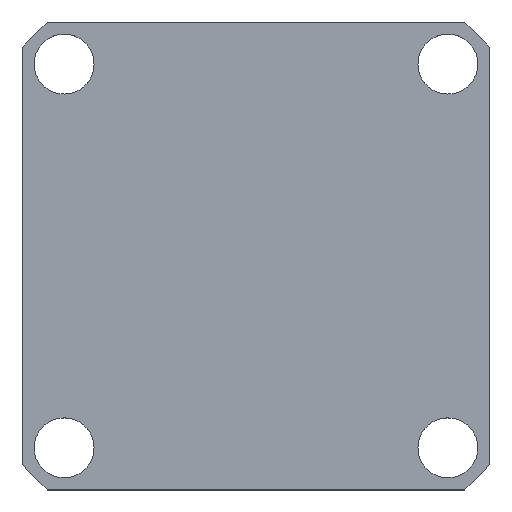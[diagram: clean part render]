
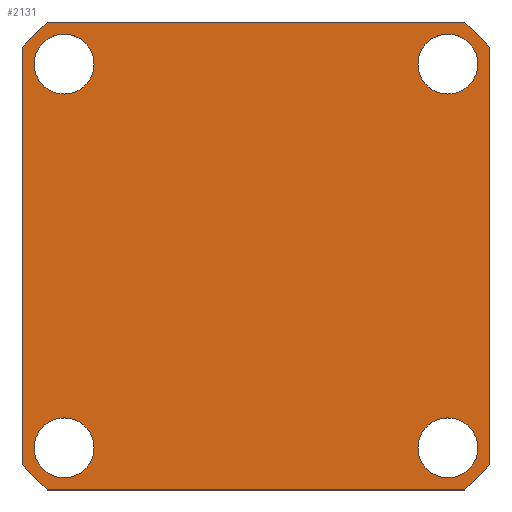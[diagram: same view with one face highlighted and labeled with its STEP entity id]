
A CAD part, top view. The second image highlights one B-rep face of the part: STEP entity #2131.
In plain terms, the highlighted planar face has unit normal (0, 0, 1).
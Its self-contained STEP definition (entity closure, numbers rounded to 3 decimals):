
#815=DIRECTION('',(-1.,0.,0.));
#816=VECTOR('',#815,22.299);
#817=CARTESIAN_POINT('',(11.15,12.5,8.2));
#818=LINE('',#817,#816);
#819=DIRECTION('',(0.,1.,0.));
#820=VECTOR('',#819,22.299);
#821=CARTESIAN_POINT('',(12.5,-11.15,8.2));
#822=LINE('',#821,#820);
#823=DIRECTION('',(1.,0.,0.));
#824=VECTOR('',#823,22.299);
#825=CARTESIAN_POINT('',(-11.15,-12.5,8.2));
#826=LINE('',#825,#824);
#827=DIRECTION('',(0.,-1.,0.));
#828=VECTOR('',#827,22.299);
#829=CARTESIAN_POINT('',(-12.5,11.15,8.2));
#830=LINE('',#829,#828);
#831=CARTESIAN_POINT('',(10.25,10.25,8.2));
#832=DIRECTION('',(0.,0.,1.));
#833=DIRECTION('',(1.,0.,0.));
#834=AXIS2_PLACEMENT_3D('',#831,#832,#833);
#836=CARTESIAN_POINT('',(10.25,10.25,8.2));
#837=DIRECTION('',(0.,0.,1.));
#838=DIRECTION('',(-1.,0.,0.));
#839=AXIS2_PLACEMENT_3D('',#836,#837,#838);
#841=CARTESIAN_POINT('',(-10.25,10.25,8.2));
#842=DIRECTION('',(0.,0.,1.));
#843=DIRECTION('',(1.,0.,0.));
#844=AXIS2_PLACEMENT_3D('',#841,#842,#843);
#846=CARTESIAN_POINT('',(-10.25,10.25,8.2));
#847=DIRECTION('',(0.,0.,1.));
#848=DIRECTION('',(-1.,0.,0.));
#849=AXIS2_PLACEMENT_3D('',#846,#847,#848);
#851=CARTESIAN_POINT('',(10.25,-10.25,8.2));
#852=DIRECTION('',(0.,0.,1.));
#853=DIRECTION('',(1.,0.,0.));
#854=AXIS2_PLACEMENT_3D('',#851,#852,#853);
#856=CARTESIAN_POINT('',(10.25,-10.25,8.2));
#857=DIRECTION('',(0.,0.,1.));
#858=DIRECTION('',(-1.,0.,0.));
#859=AXIS2_PLACEMENT_3D('',#856,#857,#858);
#861=CARTESIAN_POINT('',(-10.25,-10.25,8.2));
#862=DIRECTION('',(0.,0.,1.));
#863=DIRECTION('',(1.,0.,0.));
#864=AXIS2_PLACEMENT_3D('',#861,#862,#863);
#866=CARTESIAN_POINT('',(-10.25,-10.25,8.2));
#867=DIRECTION('',(0.,0.,1.));
#868=DIRECTION('',(-1.,0.,0.));
#869=AXIS2_PLACEMENT_3D('',#866,#867,#868);
#871=CARTESIAN_POINT('',(0.,0.,8.2));
#872=DIRECTION('',(0.,0.,1.));
#873=DIRECTION('',(0.746,0.666,0.));
#874=AXIS2_PLACEMENT_3D('',#871,#872,#873);
#884=CARTESIAN_POINT('',(0.,0.,8.2));
#885=DIRECTION('',(0.,0.,1.));
#886=DIRECTION('',(0.666,-0.746,0.));
#887=AXIS2_PLACEMENT_3D('',#884,#885,#886);
#897=CARTESIAN_POINT('',(0.,0.,8.2));
#898=DIRECTION('',(0.,0.,-1.));
#899=DIRECTION('',(-0.666,-0.746,0.));
#900=AXIS2_PLACEMENT_3D('',#897,#898,#899);
#910=CARTESIAN_POINT('',(0.,0.,8.2));
#911=DIRECTION('',(0.,0.,-1.));
#912=DIRECTION('',(-0.746,0.666,0.));
#913=AXIS2_PLACEMENT_3D('',#910,#911,#912);
#1042=CARTESIAN_POINT('',(11.15,12.5,8.2));
#1043=CARTESIAN_POINT('',(-11.15,12.5,8.2));
#1044=VERTEX_POINT('',#1042);
#1045=VERTEX_POINT('',#1043);
#1046=CARTESIAN_POINT('',(-12.5,11.15,8.2));
#1047=CARTESIAN_POINT('',(-12.5,-11.15,8.2));
#1048=VERTEX_POINT('',#1046);
#1049=VERTEX_POINT('',#1047);
#1050=CARTESIAN_POINT('',(-11.15,-12.5,8.2));
#1051=CARTESIAN_POINT('',(11.15,-12.5,8.2));
#1052=VERTEX_POINT('',#1050);
#1053=VERTEX_POINT('',#1051);
#1054=CARTESIAN_POINT('',(12.5,-11.15,8.2));
#1055=CARTESIAN_POINT('',(12.5,11.15,8.2));
#1056=VERTEX_POINT('',#1054);
#1057=VERTEX_POINT('',#1055);
#1074=CARTESIAN_POINT('',(11.85,10.25,8.2));
#1075=CARTESIAN_POINT('',(8.65,10.25,8.2));
#1076=VERTEX_POINT('',#1074);
#1077=VERTEX_POINT('',#1075);
#1082=CARTESIAN_POINT('',(-8.65,10.25,8.2));
#1083=CARTESIAN_POINT('',(-11.85,10.25,8.2));
#1084=VERTEX_POINT('',#1082);
#1085=VERTEX_POINT('',#1083);
#1090=CARTESIAN_POINT('',(11.85,-10.25,8.2));
#1091=CARTESIAN_POINT('',(8.65,-10.25,8.2));
#1092=VERTEX_POINT('',#1090);
#1093=VERTEX_POINT('',#1091);
#1098=CARTESIAN_POINT('',(-8.65,-10.25,8.2));
#1099=CARTESIAN_POINT('',(-11.85,-10.25,8.2));
#1100=VERTEX_POINT('',#1098);
#1101=VERTEX_POINT('',#1099);
#2085=CARTESIAN_POINT('',(0.,0.,8.2));
#2086=DIRECTION('',(0.,0.,1.));
#2087=DIRECTION('',(0.,1.,0.));
#2088=AXIS2_PLACEMENT_3D('',#2085,#2086,#2087);
#2089=PLANE('',#2088);
#2090=ORIENTED_EDGE('',*,*,#2075,.F.);
#2092=ORIENTED_EDGE('',*,*,#2091,.F.);
#2094=ORIENTED_EDGE('',*,*,#2093,.F.);
#2096=ORIENTED_EDGE('',*,*,#2095,.F.);
#2098=ORIENTED_EDGE('',*,*,#2097,.F.);
#2100=ORIENTED_EDGE('',*,*,#2099,.T.);
#2102=ORIENTED_EDGE('',*,*,#2101,.F.);
#2104=ORIENTED_EDGE('',*,*,#2103,.T.);
#2105=EDGE_LOOP('',(#2090,#2092,#2094,#2096,#2098,#2100,#2102,#2104));
#2106=FACE_OUTER_BOUND('',#2105,.F.);
#2108=ORIENTED_EDGE('',*,*,#2107,.T.);
#2110=ORIENTED_EDGE('',*,*,#2109,.T.);
#2111=EDGE_LOOP('',(#2108,#2110));
#2112=FACE_BOUND('',#2111,.F.);
#2114=ORIENTED_EDGE('',*,*,#2113,.T.);
#2116=ORIENTED_EDGE('',*,*,#2115,.T.);
#2117=EDGE_LOOP('',(#2114,#2116));
#2118=FACE_BOUND('',#2117,.F.);
#2120=ORIENTED_EDGE('',*,*,#2119,.T.);
#2122=ORIENTED_EDGE('',*,*,#2121,.T.);
#2123=EDGE_LOOP('',(#2120,#2122));
#2124=FACE_BOUND('',#2123,.F.);
#2126=ORIENTED_EDGE('',*,*,#2125,.T.);
#2128=ORIENTED_EDGE('',*,*,#2127,.T.);
#2129=EDGE_LOOP('',(#2126,#2128));
#2130=FACE_BOUND('',#2129,.F.);
#835=CIRCLE('',#834,1.6);
#840=CIRCLE('',#839,1.6);
#845=CIRCLE('',#844,1.6);
#850=CIRCLE('',#849,1.6);
#855=CIRCLE('',#854,1.6);
#860=CIRCLE('',#859,1.6);
#865=CIRCLE('',#864,1.6);
#870=CIRCLE('',#869,1.6);
#875=CIRCLE('',#874,16.75);
#888=CIRCLE('',#887,16.75);
#901=CIRCLE('',#900,16.75);
#914=CIRCLE('',#913,16.75);
#2075=EDGE_CURVE('',#1044,#1045,#818,.T.);
#2091=EDGE_CURVE('',#1057,#1044,#875,.T.);
#2093=EDGE_CURVE('',#1056,#1057,#822,.T.);
#2095=EDGE_CURVE('',#1053,#1056,#888,.T.);
#2097=EDGE_CURVE('',#1052,#1053,#826,.T.);
#2099=EDGE_CURVE('',#1052,#1049,#901,.T.);
#2101=EDGE_CURVE('',#1048,#1049,#830,.T.);
#2103=EDGE_CURVE('',#1048,#1045,#914,.T.);
#2107=EDGE_CURVE('',#1076,#1077,#835,.T.);
#2109=EDGE_CURVE('',#1077,#1076,#840,.T.);
#2113=EDGE_CURVE('',#1084,#1085,#845,.T.);
#2115=EDGE_CURVE('',#1085,#1084,#850,.T.);
#2119=EDGE_CURVE('',#1092,#1093,#855,.T.);
#2121=EDGE_CURVE('',#1093,#1092,#860,.T.);
#2125=EDGE_CURVE('',#1100,#1101,#865,.T.);
#2127=EDGE_CURVE('',#1101,#1100,#870,.T.);
#2131=ADVANCED_FACE('',(#2106,#2112,#2118,#2124,#2130),#2089,.T.);
